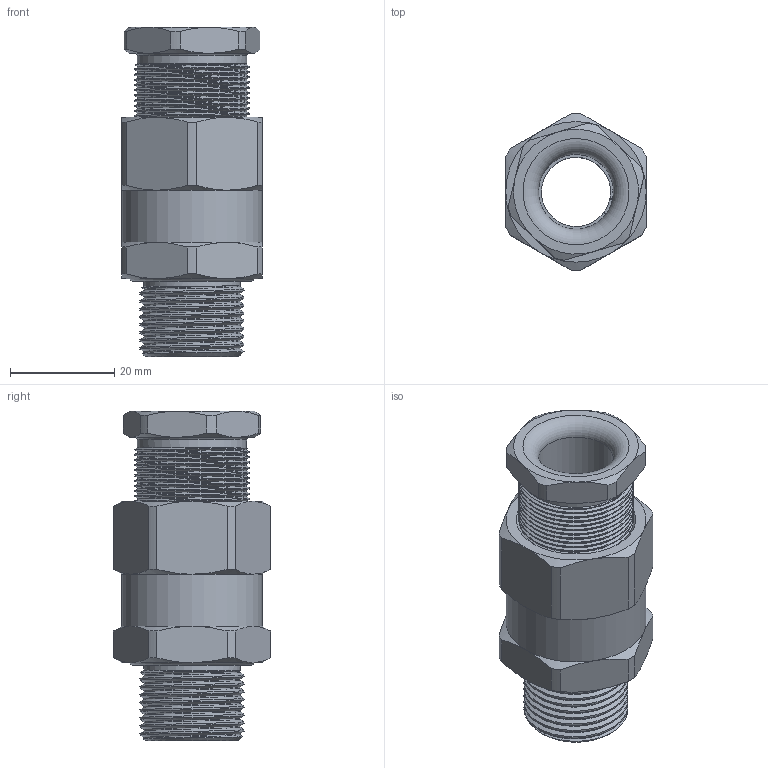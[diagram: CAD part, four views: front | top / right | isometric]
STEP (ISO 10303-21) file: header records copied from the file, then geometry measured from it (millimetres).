
FILE_DESCRIPTION(('HOOPS Exchange Step'),'2;1');
FILE_NAME('m20-c3-15mm-d620-conversion.step','2025-04-03T11:40:58+00:00',('root'),('Unknown organisation'),'HOOPS Exchange 2024.3','HOOPS Exchange','Unknown authorisation');
FILE_SCHEMA( ('AP242_MANAGED_MODEL_BASED_3D_ENGINEERING_MIM_LF {1 0 10303 442 1 1 4 }') );
Length unit declared in the file: millimetre
Products named in the file (2): Default; m20-c3-15mm-d620-step
Assembly tree (1 placements, depth 2):
  m20-c3-15mm-d620-step
    Default
Bounding box: 27 x 30.17 x 63.3 mm (x, y, z)
Volume: 20137.6 mm3; surface area: 16105.4 mm2
Topology: 5 solids, 5 shells, 513 faces, 1374 edges, 904 vertices
Faces by surface type: plane 169, extrusion 163, cylinder 122, cone 47, bspline 6, torus 6
Full cylindrical faces by diameter (mm): 13.3 x1, 14.4 x2, 14.8 x1, 18.5 x9, 18.6 x1, 20 x7, 20.623 x1, 20.8 x2, 21 x35, 22 x34, 27 x1
Entity records: 75584 total; most frequent: CARTESIAN_POINT 63723, ORIENTED_EDGE 2748, DIRECTION 1820, EDGE_CURVE 1374, VERTEX_POINT 904, VECTOR 796, LINE 633, B_SPLINE_CURVE_WITH_KNOTS 575
